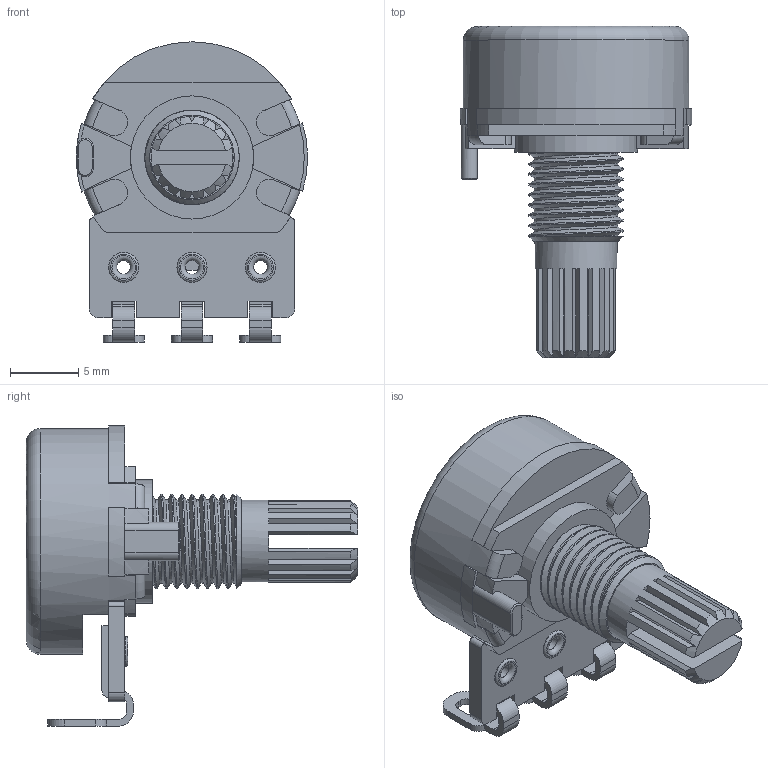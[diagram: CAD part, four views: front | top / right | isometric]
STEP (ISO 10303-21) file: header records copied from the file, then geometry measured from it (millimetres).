
FILE_DESCRIPTION(/* description */ ('Unknown'),/* implementation_level */ '2;1');
FILE_NAME(/* name */ '3395',/* time_stamp */ '2025-06-24T09:31:53+02:00',/* author */ ('Unknown'),/* organization */ ('Unknown'),/* preprocessor_version */ 'ST-DEVELOPER v19.4',/* originating_system */ 'Solid Edge',/* authorisation */ 'Unknown');
FILE_SCHEMA (('AUTOMOTIVE_DESIGN {1 0 10303 214 3 1 1}'));
Length unit declared in the file: millimetre
Products named in the file (1): 3395
Bounding box: 16.9 x 24.2 x 21.95 mm (x, y, z)
Volume: 2255.5 mm3; surface area: 1774.4 mm2
Topology: 1 solids, 1 shells, 276 faces, 776 edges, 507 vertices
Faces by surface type: plane 183, cylinder 75, torus 11, cone 5, bspline 2
Full cylindrical faces by diameter (mm): 1 x3, 2.2 x3, 6 x1, 9 x1, 16.5 x1
Entity records: 12876 total; most frequent: CARTESIAN_POINT 3769, ORIENTED_EDGE 1510, DIRECTION 1481, EDGE_CURVE 755, AXIS2_PLACEMENT_3D 504, VERTEX_POINT 503, LINE 473, VECTOR 473
